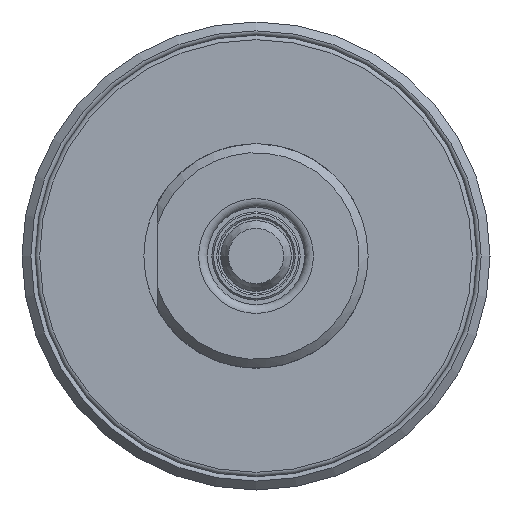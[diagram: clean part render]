
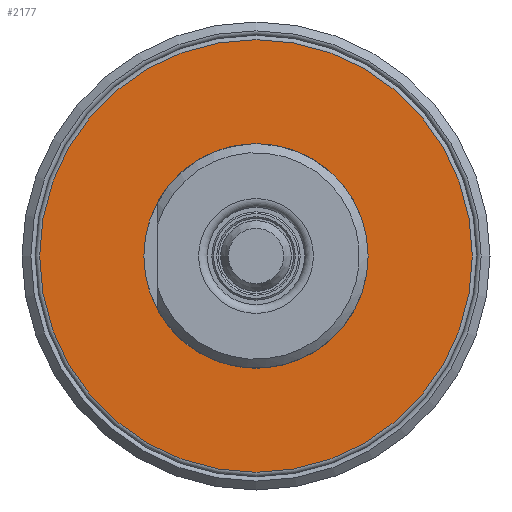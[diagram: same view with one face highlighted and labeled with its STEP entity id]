
A CAD part, left-side view. The second image highlights one B-rep face of the part: STEP entity #2177.
In plain terms, the highlighted planar face has unit normal (-1, 0, 0).
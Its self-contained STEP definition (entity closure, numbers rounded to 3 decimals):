
#77=FACE_BOUND('',#554,.T.);
#233=CIRCLE('',#2469,24.5);
#234=CIRCLE('',#2470,24.5);
#235=CIRCLE('',#2472,12.6);
#236=CIRCLE('',#2473,12.6);
#424=FACE_OUTER_BOUND('',#553,.T.);
#553=EDGE_LOOP('',(#1840,#1841));
#554=EDGE_LOOP('',(#1842,#1843));
#971=VERTEX_POINT('',#3880);
#972=VERTEX_POINT('',#3882);
#973=VERTEX_POINT('',#3886);
#974=VERTEX_POINT('',#3887);
#1281=EDGE_CURVE('',#971,#972,#233,.T.);
#1282=EDGE_CURVE('',#972,#971,#234,.T.);
#1283=EDGE_CURVE('',#973,#974,#235,.T.);
#1284=EDGE_CURVE('',#974,#973,#236,.T.);
#1840=ORIENTED_EDGE('',*,*,#1282,.F.);
#1841=ORIENTED_EDGE('',*,*,#1281,.F.);
#1842=ORIENTED_EDGE('',*,*,#1283,.T.);
#1843=ORIENTED_EDGE('',*,*,#1284,.T.);
#2090=PLANE('',#2471);
#2177=ADVANCED_FACE('',(#424,#77),#2090,.T.);
#2469=AXIS2_PLACEMENT_3D('',#3883,#3111,#3112);
#2470=AXIS2_PLACEMENT_3D('',#3884,#3113,#3114);
#2471=AXIS2_PLACEMENT_3D('',#3885,#3115,#3116);
#2472=AXIS2_PLACEMENT_3D('',#3888,#3117,#3118);
#2473=AXIS2_PLACEMENT_3D('',#3889,#3119,#3120);
#3111=DIRECTION('center_axis',(1.,0.,0.));
#3112=DIRECTION('ref_axis',(0.,0.,-1.));
#3113=DIRECTION('center_axis',(1.,0.,0.));
#3114=DIRECTION('ref_axis',(0.,0.,-1.));
#3115=DIRECTION('center_axis',(-1.,0.,0.));
#3116=DIRECTION('ref_axis',(0.,0.,1.));
#3117=DIRECTION('center_axis',(1.,0.,0.));
#3118=DIRECTION('ref_axis',(0.,0.,-1.));
#3119=DIRECTION('center_axis',(1.,0.,0.));
#3120=DIRECTION('ref_axis',(0.,0.,-1.));
#3880=CARTESIAN_POINT('',(0.,0.,24.5));
#3882=CARTESIAN_POINT('',(0.,24.5,0.));
#3883=CARTESIAN_POINT('Origin',(0.,0.,
0.));
#3884=CARTESIAN_POINT('Origin',(0.,0.,
0.));
#3885=CARTESIAN_POINT('Origin',(0.,24.5,
0.));
#3886=CARTESIAN_POINT('',(0.,12.6,0.));
#3887=CARTESIAN_POINT('',(0.,0.,12.6));
#3888=CARTESIAN_POINT('Origin',(0.,0.,
0.));
#3889=CARTESIAN_POINT('Origin',(0.,0.,
0.));
